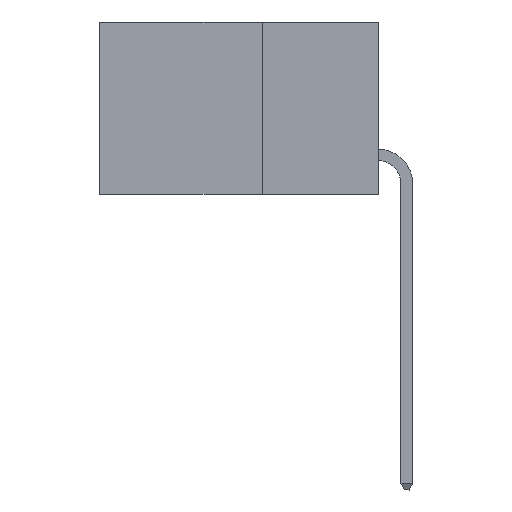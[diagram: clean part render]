
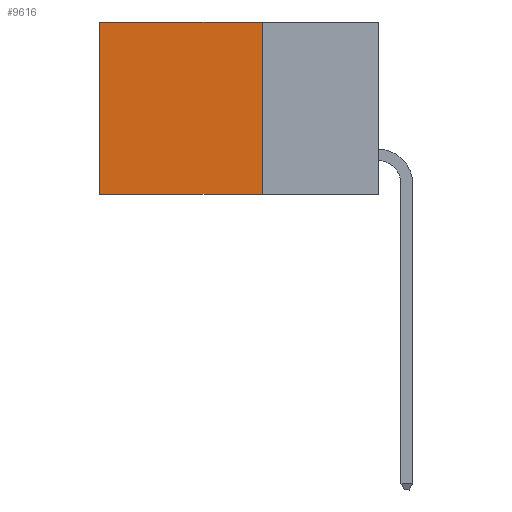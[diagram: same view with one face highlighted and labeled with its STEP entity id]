
A CAD part, left-side view. The second image highlights one B-rep face of the part: STEP entity #9616.
In plain terms, the highlighted planar face has unit normal (-1, 0, 0).
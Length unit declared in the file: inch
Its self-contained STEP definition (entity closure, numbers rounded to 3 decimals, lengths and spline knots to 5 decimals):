
#71 = LINE ( 'NONE', #8458, #7151 ) ;
#428 = VERTEX_POINT ( 'NONE', #8269 ) ;
#454 = VERTEX_POINT ( 'NONE', #8990 ) ;
#1003 = DIRECTION ( 'NONE',  ( 0., 1., 0. ) ) ;
#1664 = CARTESIAN_POINT ( 'NONE',  ( 0.2615, 0.6, -0.37 ) ) ;
#1706 = VECTOR ( 'NONE', #1003, 39.37008 ) ;
#1719 = ORIENTED_EDGE ( 'NONE', *, *, #8782, .T. ) ;
#2249 = CARTESIAN_POINT ( 'NONE',  ( 0.2615, 0.6, -0.37 ) ) ;
#2365 = FACE_OUTER_BOUND ( 'NONE', #5688, .T. ) ;
#2471 = PLANE ( 'NONE',  #9622 ) ;
#2940 = ORIENTED_EDGE ( 'NONE', *, *, #8860, .F. ) ;
#3138 = CARTESIAN_POINT ( 'NONE',  ( 0.2615, 0.25, -0.37 ) ) ;
#3965 = VECTOR ( 'NONE', #7485, 39.37008 ) ;
#4363 = VERTEX_POINT ( 'NONE', #2249 ) ;
#4848 = DIRECTION ( 'NONE',  ( 0., 0., -1. ) ) ;
#4921 = LINE ( 'NONE', #7428, #10482 ) ;
#5688 = EDGE_LOOP ( 'NONE', ( #8659, #7703, #2940, #1719 ) ) ;
#5806 = CARTESIAN_POINT ( 'NONE',  ( 0.2615, 0.25, 0. ) ) ;
#5857 = EDGE_CURVE ( 'NONE', #428, #4363, #7541, .T. ) ;
#6523 = DIRECTION ( 'NONE',  ( 1., 0., 0. ) ) ;
#6632 = DIRECTION ( 'NONE',  ( 0., 1., 0. ) ) ;
#7151 = VECTOR ( 'NONE', #9399, 39.37008 ) ;
#7428 = CARTESIAN_POINT ( 'NONE',  ( 0.2615, 0.25, 0. ) ) ;
#7485 = DIRECTION ( 'NONE',  ( 0., 0., -1. ) ) ;
#7541 = LINE ( 'NONE', #1664, #3965 ) ;
#7703 = ORIENTED_EDGE ( 'NONE', *, *, #8953, .F. ) ;
#8269 = CARTESIAN_POINT ( 'NONE',  ( 0.2615, 0.6, 0. ) ) ;
#8458 = CARTESIAN_POINT ( 'NONE',  ( 0.2615, 0.25, -0.37 ) ) ;
#8523 = CARTESIAN_POINT ( 'NONE',  ( 0.2615, 0.25, -0.37 ) ) ;
#8659 = ORIENTED_EDGE ( 'NONE', *, *, #5857, .T. ) ;
#8782 = EDGE_CURVE ( 'NONE', #9534, #428, #4921, .T. ) ;
#8860 = EDGE_CURVE ( 'NONE', #9534, #454, #71, .T. ) ;
#8953 = EDGE_CURVE ( 'NONE', #454, #4363, #9348, .T. ) ;
#8990 = CARTESIAN_POINT ( 'NONE',  ( 0.2615, 0.25, -0.37 ) ) ;
#9348 = LINE ( 'NONE', #8523, #1706 ) ;
#9399 = DIRECTION ( 'NONE',  ( 0., 0., -1. ) ) ;
#9534 = VERTEX_POINT ( 'NONE', #5806 ) ;
#9616 = ADVANCED_FACE ( 'NONE', ( #2365 ), #2471, .F. ) ;
#9622 = AXIS2_PLACEMENT_3D ( 'NONE', #3138, #6523, #4848 ) ;
#10482 = VECTOR ( 'NONE', #6632, 39.37008 ) ;
